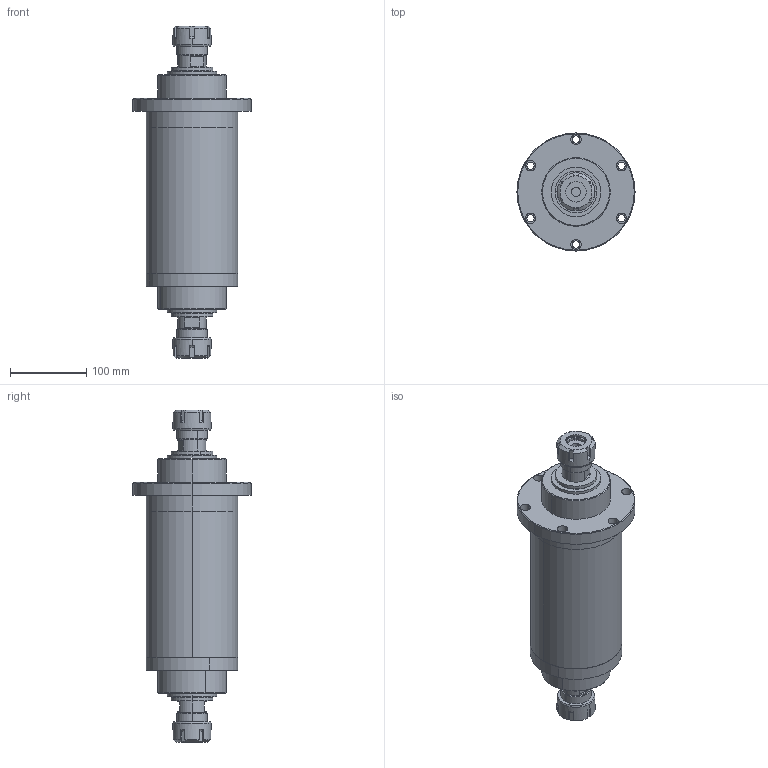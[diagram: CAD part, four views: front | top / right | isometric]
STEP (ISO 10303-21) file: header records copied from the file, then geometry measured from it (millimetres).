
FILE_DESCRIPTION (( 'STEP AP214' ), '1' );
FILE_NAME ('GDR120-12-18Z-5.5S-4P.STEP', '2021-05-21T09:29:04', ( '萇齟' ), ( '' ), 'SwSTEP 2.0', 'SolidWorks 2018', '' );
FILE_SCHEMA (( 'AUTOMOTIVE_DESIGN' ));
Length unit declared in the file: millimetre
Products named in the file (9): GDR120-12-18Z-5.5S-4P; ER32-12 粟俶芠標; GDR120-12-18Z-5.5S-4P衵蹟譫; GDR120-12-18Z-5.5S-4P右倂帽; GDR120-12-18Z-5.5S-4P粣芛; GDR120-12-18Z-5.5S-4P衵粣創釱; GDR120-12-18Z-5.5S-4P楊擘; GDR120-12-18Z-5.5S-4P儂褲; ER32樓綠蹟簽
Assembly tree (13 placements, depth 2):
  GDR120-12-18Z-5.5S-4P
    GDR120-12-18Z-5.5S-4P儂褲
    GDR120-12-18Z-5.5S-4P楊擘
    GDR120-12-18Z-5.5S-4P衵粣創釱
    GDR120-12-18Z-5.5S-4P衵蹟譫  x2
    GDR120-12-18Z-5.5S-4P右倂帽  x2
    GDR120-12-18Z-5.5S-4P粣芛  x2
    ER32-12 粟俶芠標  x2
    ER32樓綠蹟簽  x2
Bounding box: 155 x 155 x 436 mm (x, y, z)
Volume: 3475588.8 mm3; surface area: 274150 mm2
Topology: 13 solids, 13 shells, 229 faces, 508 edges, 330 vertices
Faces by surface type: plane 95, cylinder 92, cone 42
Entity records: 4476 total; most frequent: CARTESIAN_POINT 773, DIRECTION 770, ORIENTED_EDGE 628, AXIS2_PLACEMENT_3D 325, EDGE_CURVE 314, VERTEX_POINT 204, EDGE_LOOP 178, CIRCLE 166
